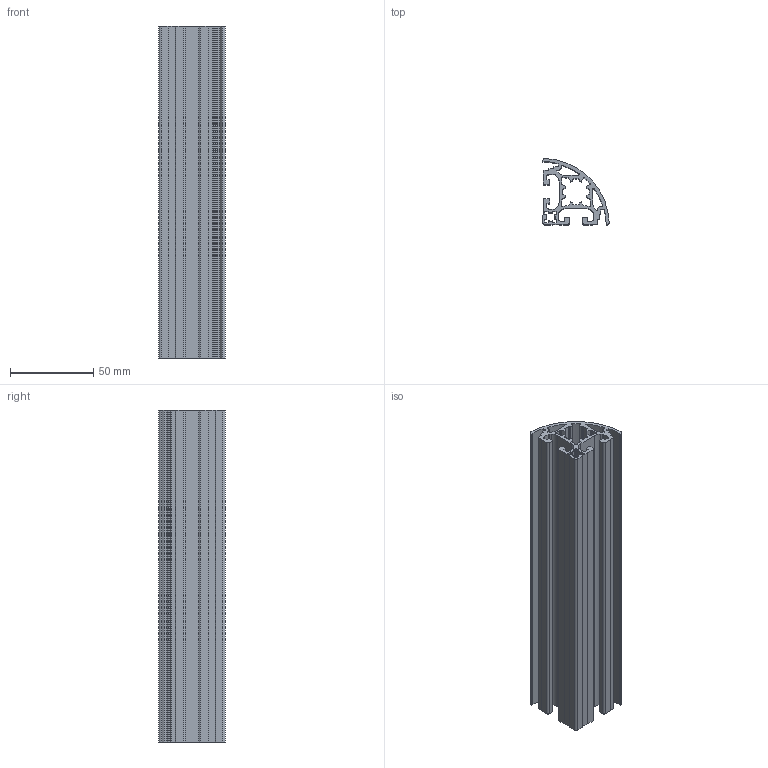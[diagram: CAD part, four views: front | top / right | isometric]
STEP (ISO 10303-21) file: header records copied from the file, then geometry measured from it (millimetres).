
FILE_DESCRIPTION (( 'STEP AP203' ), '1' );
FILE_NAME ('PERFIL 40X40 ABAULADO ENCL..STEP', '2015-12-14T18:52:51', ( '' ), ( '' ), 'SwSTEP 2.0', 'SolidWorks 2014', '' );
FILE_SCHEMA (( 'CONFIG_CONTROL_DESIGN' ));
Length unit declared in the file: millimetre
Products named in the file (1): PERFIL 40X40 ABAULADO ENCL.
Bounding box: 40 x 40 x 200 mm (x, y, z)
Volume: 95233 mm3; surface area: 91889.8 mm2
Topology: 1 solids, 1 shells, 235 faces, 699 edges, 466 vertices
Faces by surface type: cylinder 129, plane 106
Entity records: 8064 total; most frequent: DIRECTION 1429, CARTESIAN_POINT 1401, ORIENTED_EDGE 1398, EDGE_CURVE 699, AXIS2_PLACEMENT_3D 494, VERTEX_POINT 466, LINE 441, VECTOR 441
